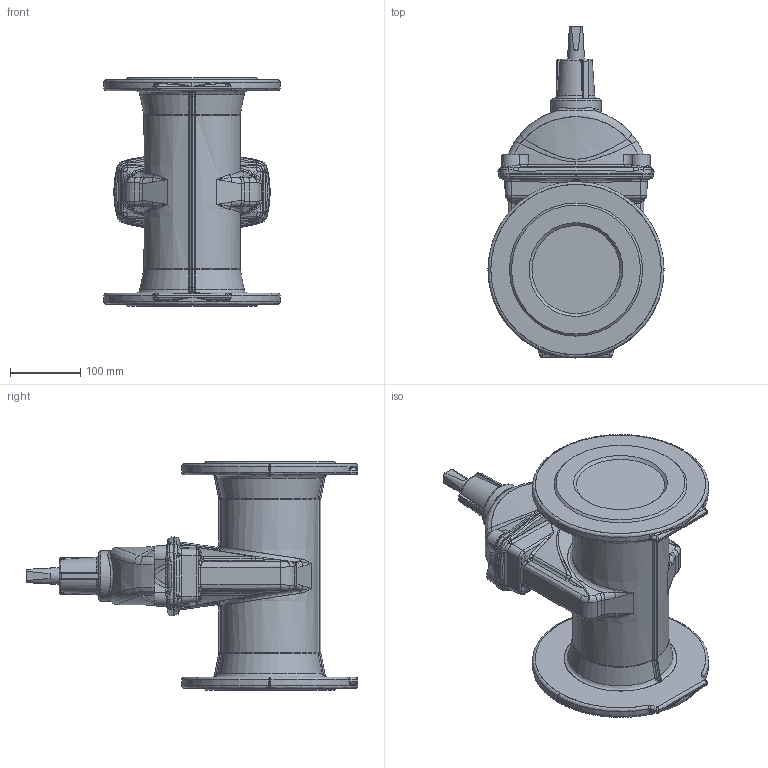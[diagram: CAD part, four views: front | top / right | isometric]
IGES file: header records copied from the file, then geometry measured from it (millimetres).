
Start section: SolidWorks IGES file using analytic representation for surfaces
Global section: file name: O_40_60_DN125.IGS; native system: SolidWorks 2012; preprocessor: SolidWorks 2012; author: rozh; date: 140911.111106; units: millimetre
Bounding box: 249.98 x 471 x 325 mm (x, y, z)
Surface area: 431247.5 mm2 (no closed solid volume)
Topology: 0 solids, 0 shells, 715 faces, 3494 edges, 3449 vertices
Faces by surface type: bspline 508, revolution 207
